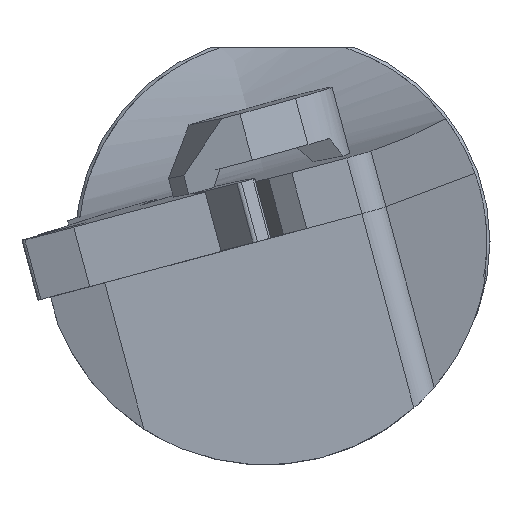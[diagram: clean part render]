
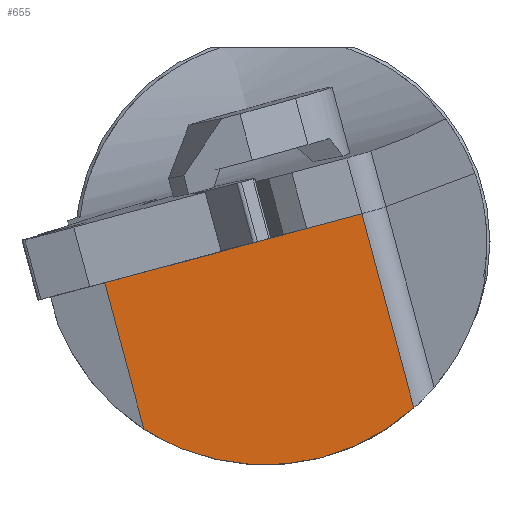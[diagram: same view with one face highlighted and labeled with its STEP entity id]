
A CAD part, left-side view. The second image highlights one B-rep face of the part: STEP entity #655.
In plain terms, the highlighted planar face has unit normal (-1, -0.007, -0.025).
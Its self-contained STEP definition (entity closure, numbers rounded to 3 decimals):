
#36=ELLIPSE('',#1906,17.206,17.2);
#655=ADVANCED_FACE('',(#776),#719,.F.);
#719=PLANE('',#1907);
#776=FACE_OUTER_BOUND('',#846,.T.);
#846=EDGE_LOOP('',(#1108,#1109,#1110,#1111,#1112));
#1108=ORIENTED_EDGE('',*,*,#1519,.F.);
#1109=ORIENTED_EDGE('',*,*,#1520,.F.);
#1110=ORIENTED_EDGE('',*,*,#1521,.T.);
#1111=ORIENTED_EDGE('',*,*,#1522,.F.);
#1112=ORIENTED_EDGE('',*,*,#1523,.F.);
#1361=VERTEX_POINT('',#2534);
#1362=VERTEX_POINT('',#2535);
#1363=VERTEX_POINT('',#2537);
#1364=VERTEX_POINT('',#2539);
#1365=VERTEX_POINT('',#2541);
#1519=EDGE_CURVE('',#1361,#1362,#1689,.T.);
#1520=EDGE_CURVE('',#1363,#1361,#1690,.T.);
#1521=EDGE_CURVE('',#1363,#1364,#1691,.T.);
#1522=EDGE_CURVE('',#1365,#1364,#36,.T.);
#1523=EDGE_CURVE('',#1362,#1365,#1692,.T.);
#1689=LINE('',#2533,#1809);
#1690=LINE('',#2536,#1810);
#1691=LINE('',#2538,#1811);
#1692=LINE('',#2542,#1812);
#1809=VECTOR('',#2152,1.);
#1810=VECTOR('',#2153,1.);
#1811=VECTOR('',#2154,1.);
#1812=VECTOR('',#2157,1.);
#1906=AXIS2_PLACEMENT_3D('',#2540,#2155,#2156);
#1907=AXIS2_PLACEMENT_3D('',#2543,#2158,#2159);
#2152=DIRECTION('',(0.,-0.966,0.259));
#2153=DIRECTION('',(0.,-0.966,0.259));
#2154=DIRECTION('',(0.026,-0.259,-0.966));
#2155=DIRECTION('',(1.,0.007,0.025));
#2156=DIRECTION('',(-0.026,0.259,0.966));
#2157=DIRECTION('',(0.026,-0.259,-0.966));
#2158=DIRECTION('',(1.,0.007,0.025));
#2159=DIRECTION('',(0.025,0.,-1.));
#2533=CARTESIAN_POINT('',(-174.87,29.319,-3.143));
#2534=CARTESIAN_POINT('',(-174.87,13.734,1.033));
#2535=CARTESIAN_POINT('',(-174.87,9.48,2.173));
#2536=CARTESIAN_POINT('',(-174.87,29.319,-3.143));
#2537=CARTESIAN_POINT('',(-174.87,29.319,-3.143));
#2538=CARTESIAN_POINT('',(-173.964,20.368,-36.55));
#2539=CARTESIAN_POINT('',(-174.563,26.294,-14.435));
#2540=CARTESIAN_POINT('',(-174.865,16.941,0.));
#2541=CARTESIAN_POINT('',(-174.463,5.465,-12.812));
#2542=CARTESIAN_POINT('',(-173.964,0.529,-31.234));
#2543=CARTESIAN_POINT('',(-173.964,20.368,-36.55));
